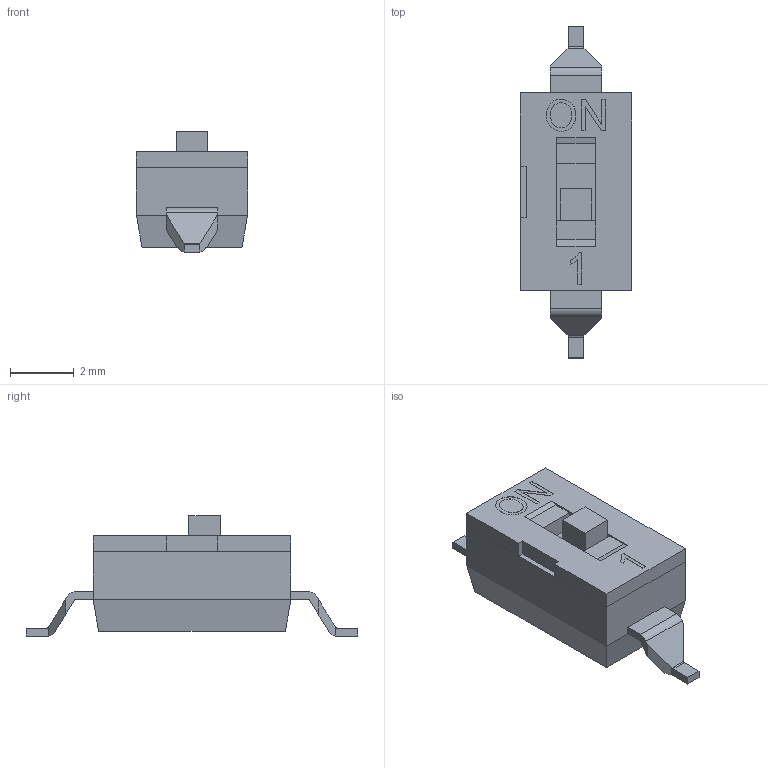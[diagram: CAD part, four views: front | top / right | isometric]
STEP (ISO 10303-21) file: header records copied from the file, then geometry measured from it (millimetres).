
FILE_DESCRIPTION( ( 'Unknown' ), '1' );
FILE_NAME( '418121270801.stp', 'Unknown', ( 'Unknown' ), ( 'Unknown' ), 'PSStep 19.0.9', 'Unknown', ' ' );
FILE_SCHEMA( ( 'AUTOMOTIVE_DESIGN { 1 0 10303 214 1 1 1 1 }' ) );
Length unit declared in the file: millimetre
Products named in the file (7): Assem1; Base_01; Terminal; Actuator; Contact; Cover_01
Assembly tree (6 placements, depth 2):
  Assem1
    Base_01
    Terminal
    Terminal
    Actuator
    Contact
    Cover_01
Bounding box: 3.48 x 10.4 x 3.77 mm (x, y, z)
Volume: 56.3 mm3; surface area: 244.1 mm2
Topology: 6 solids, 6 shells, 208 faces, 552 edges, 363 vertices
Faces by surface type: plane 162, cylinder 42, extrusion 4
Full cylindrical faces by diameter (mm): 0.57 x1, 0.6 x3
Entity records: 8306 total; most frequent: CARTESIAN_POINT 1361, ORIENTED_EDGE 1090, DIRECTION 1021, EDGE_CURVE 545, VECTOR 423, LINE 419, VERTEX_POINT 362, AXIS2_PLACEMENT_3D 299
